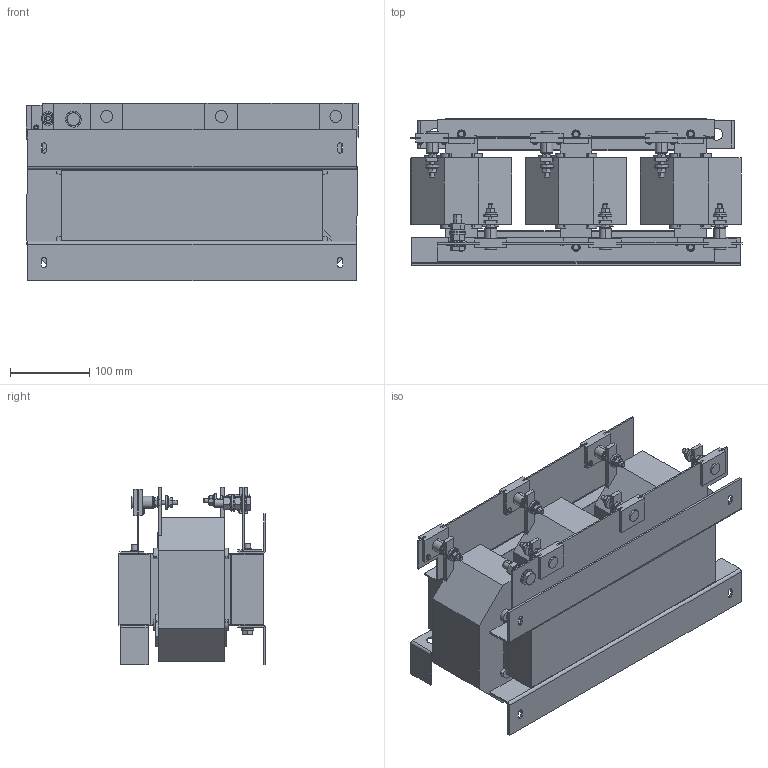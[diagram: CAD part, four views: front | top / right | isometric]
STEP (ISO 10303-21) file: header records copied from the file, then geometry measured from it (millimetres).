
FILE_DESCRIPTION (( 'STEP AP214' ), '1' );
FILE_NAME ('193926.STEP', '2020-05-29T00:55:47', ( '' ), ( '' ), 'SwSTEP 2.0', 'SolidWorks 2018', '' );
FILE_SCHEMA (( 'AUTOMOTIVE_DESIGN' ));
Length unit declared in the file: millimetre
Products named in the file (1): 193926
Bounding box: 420 x 186.2 x 224.74 mm (x, y, z)
Volume: 8091362.4 mm3; surface area: 729370.8 mm2
Topology: 1 solids, 1 shells, 1518 faces, 3782 edges, 2354 vertices
Faces by surface type: plane 919, cylinder 261, cone 208, bspline 114, torus 16
Entity records: 48830 total; most frequent: CARTESIAN_POINT 13423, ORIENTED_EDGE 7564, DIRECTION 6978, EDGE_CURVE 3782, VERTEX_POINT 2354, VECTOR 2340, LINE 2340, AXIS2_PLACEMENT_3D 2319
